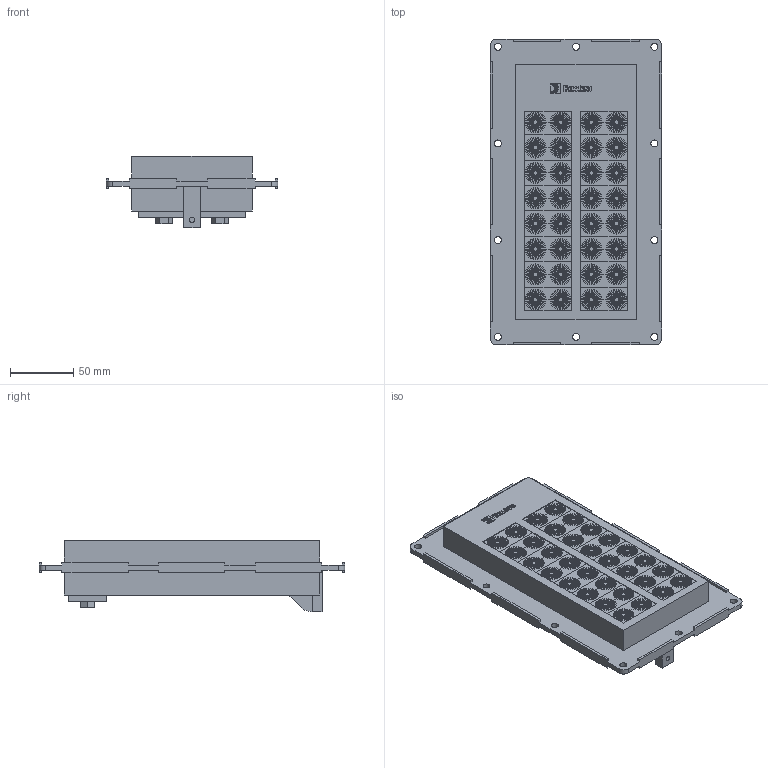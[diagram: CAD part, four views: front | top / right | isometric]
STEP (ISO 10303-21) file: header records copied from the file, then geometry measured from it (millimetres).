
FILE_DESCRIPTION(/* description */ (''),/* implementation_level */ '2;1');
FILE_NAME(/* name */ 'Roxtec_Art_No_196987.stp',/* time_stamp */ '2022-11-08T09:09:57+01:00',/* author */ ('se-linado'),/* organization */ (''),/* preprocessor_version */ 'ST-DEVELOPER v18.1',/* originating_system */ 'Autodesk Inventor 2021',/* authorisation */ '');
FILE_SCHEMA (('AUTOMOTIVE_DESIGN { 1 0 10303 214 3 1 1 }'));
Length unit declared in the file: millimetre
Products named in the file (1): ComSeal 32 BG Frame assembly_Shrinkwrap_2
Bounding box: 135 x 241 x 56 mm (x, y, z)
Volume: 727116.4 mm3; surface area: 108370.4 mm2
Topology: 1 solids, 1 shells, 1685 faces, 3708 edges, 2048 vertices
Faces by surface type: plane 1632, bspline 36, cylinder 17
Full cylindrical faces by diameter (mm): 4.13 x1, 5.5 x10
Entity records: 47179 total; most frequent: DIRECTION 8382, CARTESIAN_POINT 8030, ORIENTED_EDGE 7416, EDGE_CURVE 3708, AXIS2_PLACEMENT_3D 3096, LINE 2190, VECTOR 2190, VERTEX_POINT 2048
